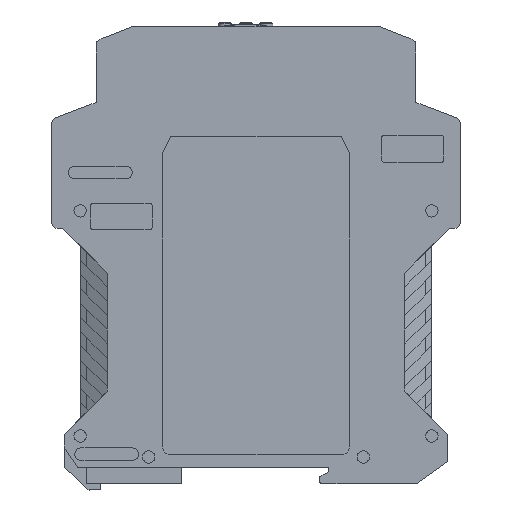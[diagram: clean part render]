
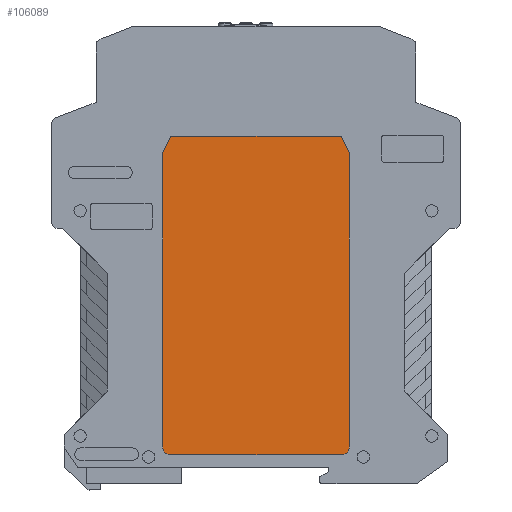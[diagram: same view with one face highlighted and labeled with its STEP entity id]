
A CAD part, left-side view. The second image highlights one B-rep face of the part: STEP entity #106089.
In plain terms, the highlighted planar face has unit normal (-1, 0, 0).
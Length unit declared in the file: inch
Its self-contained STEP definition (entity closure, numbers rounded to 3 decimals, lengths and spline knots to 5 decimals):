
#1035 = CIRCLE ( 'NONE', #13432, 0.07874 ) ;
#1703 = VECTOR ( 'NONE', #28114, 39.37008 ) ;
#7479 = LINE ( 'NONE', #60047, #59735 ) ;
#9980 = EDGE_CURVE ( 'NONE', #50280, #29548, #56326, .T. ) ;
#13432 = AXIS2_PLACEMENT_3D ( 'NONE', #33471, #50654, #75550 ) ;
#15950 = CARTESIAN_POINT ( 'NONE',  ( -1.0315, 0.89173, 0.97638 ) ) ;
#17316 = DIRECTION ( 'NONE',  ( 0., -1., 0. ) ) ;
#17893 = CARTESIAN_POINT ( 'NONE',  ( -1.0315, -0.81299, -1.83071 ) ) ;
#20743 = VERTEX_POINT ( 'NONE', #92528 ) ;
#24293 = VECTOR ( 'NONE', #46408, 39.37008 ) ;
#25443 = DIRECTION ( 'NONE',  ( 0., 1., 0. ) ) ;
#25625 = ORIENTED_EDGE ( 'NONE', *, *, #44596, .T. ) ;
#26447 = ORIENTED_EDGE ( 'NONE', *, *, #97911, .T. ) ;
#27350 = DIRECTION ( 'NONE',  ( -1., 0., 0. ) ) ;
#27354 = AXIS2_PLACEMENT_3D ( 'NONE', #37287, #27350, #86579 ) ;
#28114 = DIRECTION ( 'NONE',  ( 0., 0., -1. ) ) ;
#29548 = VERTEX_POINT ( 'NONE', #34486 ) ;
#30312 = CARTESIAN_POINT ( 'NONE',  ( -1.0315, -2.04094, -1.32205 ) ) ;
#31172 = ORIENTED_EDGE ( 'NONE', *, *, #46778, .T. ) ;
#33471 = CARTESIAN_POINT ( 'NONE',  ( -1.0315, 0.81299, -1.83071 ) ) ;
#33475 = DIRECTION ( 'NONE',  ( 0., 0.447, -0.894 ) ) ;
#33723 = ORIENTED_EDGE ( 'NONE', *, *, #48785, .T. ) ;
#34486 = CARTESIAN_POINT ( 'NONE',  ( -1.0315, -0.81299, 1.13386 ) ) ;
#35025 = DIRECTION ( 'NONE',  ( 0., 1., 0. ) ) ;
#37287 = CARTESIAN_POINT ( 'NONE',  ( -1.0315, 0., 2.06102 ) ) ;
#41502 = CARTESIAN_POINT ( 'NONE',  ( -1.0315, 0.89173, -1.83071 ) ) ;
#44596 = EDGE_CURVE ( 'NONE', #20743, #109045, #7479, .T. ) ;
#46176 = EDGE_CURVE ( 'NONE', #61102, #53533, #59928, .T. ) ;
#46408 = DIRECTION ( 'NONE',  ( 0., 0.447, 0.894 ) ) ;
#46778 = EDGE_CURVE ( 'NONE', #106703, #50280, #65644, .T. ) ;
#48785 = EDGE_CURVE ( 'NONE', #29548, #20743, #92438, .T. ) ;
#50280 = VERTEX_POINT ( 'NONE', #68491 ) ;
#50654 = DIRECTION ( 'NONE',  ( -1., 0., 0. ) ) ;
#51109 = DIRECTION ( 'NONE',  ( -1., 0., 0. ) ) ;
#53533 = VERTEX_POINT ( 'NONE', #94316 ) ;
#56326 = LINE ( 'NONE', #30312, #24293 ) ;
#57830 = ORIENTED_EDGE ( 'NONE', *, *, #9980, .T. ) ;
#58666 = VECTOR ( 'NONE', #17316, 39.37008 ) ;
#59735 = VECTOR ( 'NONE', #33475, 39.37008 ) ;
#59928 = LINE ( 'NONE', #84282, #58666 ) ;
#60047 = CARTESIAN_POINT ( 'NONE',  ( -1.0315, 2.04094, -1.32205 ) ) ;
#61102 = VERTEX_POINT ( 'NONE', #70983 ) ;
#61898 = LINE ( 'NONE', #96729, #1703 ) ;
#65227 = EDGE_CURVE ( 'NONE', #90762, #61102, #1035, .T. ) ;
#65644 = LINE ( 'NONE', #82789, #76452 ) ;
#68491 = CARTESIAN_POINT ( 'NONE',  ( -1.0315, -0.89173, 0.97638 ) ) ;
#69966 = FACE_OUTER_BOUND ( 'NONE', #107477, .T. ) ;
#70983 = CARTESIAN_POINT ( 'NONE',  ( -1.0315, 0.81299, -1.90945 ) ) ;
#71043 = PLANE ( 'NONE',  #27354 ) ;
#71454 = VECTOR ( 'NONE', #25443, 39.37008 ) ;
#71804 = CARTESIAN_POINT ( 'NONE',  ( -1.0315, -0.89173, -1.83071 ) ) ;
#73864 = EDGE_CURVE ( 'NONE', #53533, #106703, #84296, .T. ) ;
#75550 = DIRECTION ( 'NONE',  ( 0., 1., 0. ) ) ;
#76452 = VECTOR ( 'NONE', #106620, 39.37008 ) ;
#81788 = ORIENTED_EDGE ( 'NONE', *, *, #46176, .T. ) ;
#82789 = CARTESIAN_POINT ( 'NONE',  ( -1.0315, -0.89173, -2.34252 ) ) ;
#84122 = CARTESIAN_POINT ( 'NONE',  ( -1.0315, 0., 1.13386 ) ) ;
#84282 = CARTESIAN_POINT ( 'NONE',  ( -1.0315, 0., -1.90945 ) ) ;
#84296 = CIRCLE ( 'NONE', #98431, 0.07874 ) ;
#86579 = DIRECTION ( 'NONE',  ( 0., -1., 0. ) ) ;
#88258 = ORIENTED_EDGE ( 'NONE', *, *, #73864, .T. ) ;
#89294 = ORIENTED_EDGE ( 'NONE', *, *, #65227, .T. ) ;
#90762 = VERTEX_POINT ( 'NONE', #41502 ) ;
#92438 = LINE ( 'NONE', #84122, #71454 ) ;
#92528 = CARTESIAN_POINT ( 'NONE',  ( -1.0315, 0.81299, 1.13386 ) ) ;
#94316 = CARTESIAN_POINT ( 'NONE',  ( -1.0315, -0.81299, -1.90945 ) ) ;
#96729 = CARTESIAN_POINT ( 'NONE',  ( -1.0315, 0.89173, -2.34252 ) ) ;
#97911 = EDGE_CURVE ( 'NONE', #109045, #90762, #61898, .T. ) ;
#98431 = AXIS2_PLACEMENT_3D ( 'NONE', #17893, #51109, #35025 ) ;
#106089 = ADVANCED_FACE ( 'NONE', ( #69966 ), #71043, .T. ) ;
#106620 = DIRECTION ( 'NONE',  ( 0., 0., 1. ) ) ;
#106703 = VERTEX_POINT ( 'NONE', #71804 ) ;
#107477 = EDGE_LOOP ( 'NONE', ( #31172, #57830, #33723, #25625, #26447, #89294, #81788, #88258 ) ) ;
#109045 = VERTEX_POINT ( 'NONE', #15950 ) ;
